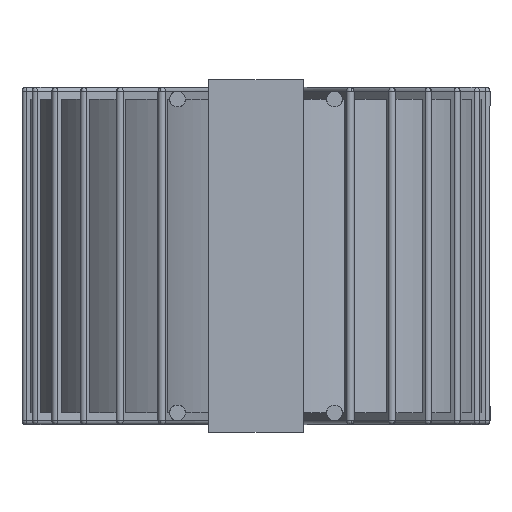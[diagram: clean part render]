
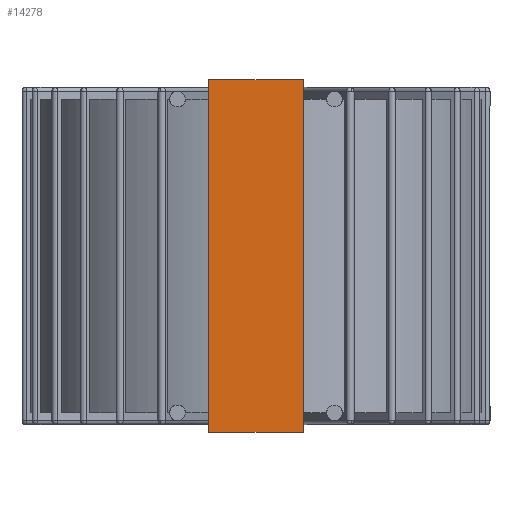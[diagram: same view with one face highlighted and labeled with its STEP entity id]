
A CAD part, front view. The second image highlights one B-rep face of the part: STEP entity #14278.
In plain terms, the highlighted planar face has unit normal (0, -1, 0).
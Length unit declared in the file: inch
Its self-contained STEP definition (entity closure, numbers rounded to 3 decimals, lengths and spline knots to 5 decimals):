
#41=DIRECTION('',(0.,0.,-1.));
#42=VECTOR('',#41,0.45);
#43=CARTESIAN_POINT('',(0.06,-0.3,0.225));
#44=LINE('',#43,#42);
#165=DIRECTION('',(0.,0.,-1.));
#166=VECTOR('',#165,0.45);
#167=CARTESIAN_POINT('',(-0.06,-0.3,0.225));
#168=LINE('',#167,#166);
#5505=DIRECTION('',(1.,0.,0.));
#5506=VECTOR('',#5505,0.12);
#5507=CARTESIAN_POINT('',(-0.06,-0.3,0.225));
#5508=LINE('',#5507,#5506);
#5513=DIRECTION('',(1.,0.,0.));
#5514=VECTOR('',#5513,0.12);
#5515=CARTESIAN_POINT('',(-0.06,-0.3,-0.225));
#5516=LINE('',#5515,#5514);
#6649=CARTESIAN_POINT('',(-0.06,-0.3,0.225));
#6650=CARTESIAN_POINT('',(-0.06,-0.3,-0.225));
#6651=VERTEX_POINT('',#6649);
#6652=VERTEX_POINT('',#6650);
#6657=CARTESIAN_POINT('',(0.06,-0.3,0.225));
#6658=CARTESIAN_POINT('',(0.06,-0.3,-0.225));
#6659=VERTEX_POINT('',#6657);
#6660=VERTEX_POINT('',#6658);
#14266=CARTESIAN_POINT('',(-0.06,-0.3,0.225));
#14267=DIRECTION('',(0.,-1.,0.));
#14268=DIRECTION('',(0.,0.,-1.));
#14269=AXIS2_PLACEMENT_3D('',#14266,#14267,#14268);
#14270=PLANE('',#14269);
#14271=ORIENTED_EDGE('',*,*,#7139,.F.);
#14272=ORIENTED_EDGE('',*,*,#14260,.T.);
#14273=ORIENTED_EDGE('',*,*,#6930,.T.);
#14275=ORIENTED_EDGE('',*,*,#14274,.F.);
#14276=EDGE_LOOP('',(#14271,#14272,#14273,#14275));
#14277=FACE_OUTER_BOUND('',#14276,.F.);
#6930=EDGE_CURVE('',#6659,#6660,#44,.T.);
#7139=EDGE_CURVE('',#6651,#6652,#168,.T.);
#14260=EDGE_CURVE('',#6651,#6659,#5508,.T.);
#14274=EDGE_CURVE('',#6652,#6660,#5516,.T.);
#14278=ADVANCED_FACE('',(#14277),#14270,.T.);
